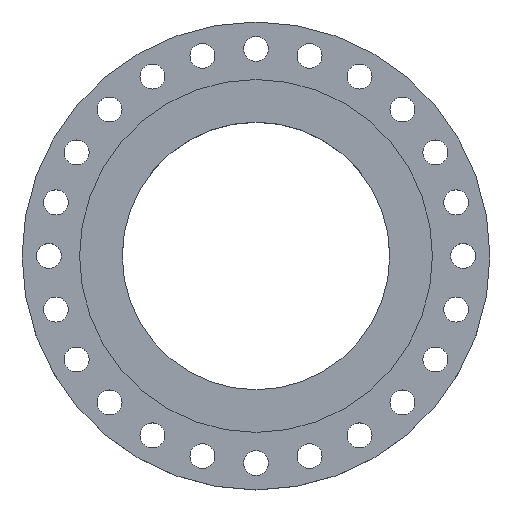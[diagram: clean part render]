
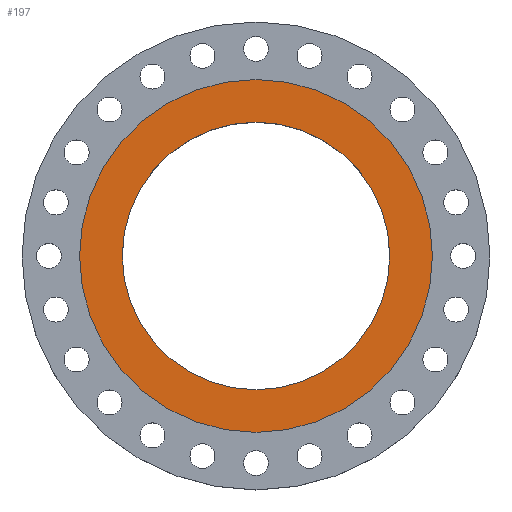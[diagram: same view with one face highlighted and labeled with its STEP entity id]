
A CAD part, top view. The second image highlights one B-rep face of the part: STEP entity #197.
In plain terms, the highlighted planar face has unit normal (0, 0, 1).
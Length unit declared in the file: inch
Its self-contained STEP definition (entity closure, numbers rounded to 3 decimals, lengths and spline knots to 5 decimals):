
#142 = DIRECTION ( 'NONE',  ( 1., 0., 0. ) ) ;
#162 = ORIENTED_EDGE ( 'NONE', *, *, #2272, .F. ) ;
#185 = CIRCLE ( 'NONE', #1704, 8.71875 ) ;
#197 = ADVANCED_FACE ( 'NONE', ( #2289, #2270 ), #443, .F. ) ;
#204 = DIRECTION ( 'NONE',  ( 0., 0., 1. ) ) ;
#221 = DIRECTION ( 'NONE',  ( 1., 0., 0. ) ) ;
#226 = VERTEX_POINT ( 'NONE', #1937 ) ;
#297 = VERTEX_POINT ( 'NONE', #1450 ) ;
#301 = CARTESIAN_POINT ( 'NONE',  ( -8.71875, 0., 0. ) ) ;
#404 = EDGE_LOOP ( 'NONE', ( #2052, #652 ) ) ;
#407 = CARTESIAN_POINT ( 'NONE',  ( 0., 0., 0. ) ) ;
#410 = DIRECTION ( 'NONE',  ( 0., 0., 1. ) ) ;
#443 = PLANE ( 'NONE',  #2106 ) ;
#571 = CIRCLE ( 'NONE', #882, 11.5 ) ;
#580 = CARTESIAN_POINT ( 'NONE',  ( 0., 0., 0. ) ) ;
#652 = ORIENTED_EDGE ( 'NONE', *, *, #1176, .T. ) ;
#683 = VERTEX_POINT ( 'NONE', #301 ) ;
#692 = CARTESIAN_POINT ( 'NONE',  ( 0., 0., 0. ) ) ;
#836 = CARTESIAN_POINT ( 'NONE',  ( 0., 8.71875, 0. ) ) ;
#882 = AXIS2_PLACEMENT_3D ( 'NONE', #692, #2165, #142 ) ;
#887 = ORIENTED_EDGE ( 'NONE', *, *, #1786, .F. ) ;
#900 = EDGE_LOOP ( 'NONE', ( #887, #162 ) ) ;
#981 = CARTESIAN_POINT ( 'NONE',  ( -11.5, 0., 0. ) ) ;
#1176 = EDGE_CURVE ( 'NONE', #1521, #297, #571, .T. ) ;
#1319 = AXIS2_PLACEMENT_3D ( 'NONE', #407, #1875, #221 ) ;
#1450 = CARTESIAN_POINT ( 'NONE',  ( 11.5, 0., 0. ) ) ;
#1517 = CIRCLE ( 'NONE', #2305, 11.5 ) ;
#1521 = VERTEX_POINT ( 'NONE', #981 ) ;
#1594 = DIRECTION ( 'NONE',  ( -1., 0., 0. ) ) ;
#1595 = CIRCLE ( 'NONE', #1319, 8.71875 ) ;
#1704 = AXIS2_PLACEMENT_3D ( 'NONE', #2369, #204, #2016 ) ;
#1786 = EDGE_CURVE ( 'NONE', #226, #683, #185, .T. ) ;
#1875 = DIRECTION ( 'NONE',  ( 0., 0., 1. ) ) ;
#1903 = DIRECTION ( 'NONE',  ( 1., 0., 0. ) ) ;
#1937 = CARTESIAN_POINT ( 'NONE',  ( 8.71875, 0., 0. ) ) ;
#2008 = EDGE_CURVE ( 'NONE', #297, #1521, #1517, .T. ) ;
#2016 = DIRECTION ( 'NONE',  ( 1., 0., 0. ) ) ;
#2052 = ORIENTED_EDGE ( 'NONE', *, *, #2008, .T. ) ;
#2106 = AXIS2_PLACEMENT_3D ( 'NONE', #836, #2121, #1594 ) ;
#2121 = DIRECTION ( 'NONE',  ( 0., 0., -1. ) ) ;
#2165 = DIRECTION ( 'NONE',  ( 0., 0., 1. ) ) ;
#2270 = FACE_OUTER_BOUND ( 'NONE', #404, .T. ) ;
#2272 = EDGE_CURVE ( 'NONE', #683, #226, #1595, .T. ) ;
#2289 = FACE_BOUND ( 'NONE', #900, .T. ) ;
#2305 = AXIS2_PLACEMENT_3D ( 'NONE', #580, #410, #1903 ) ;
#2369 = CARTESIAN_POINT ( 'NONE',  ( 0., 0., 0. ) ) ;
